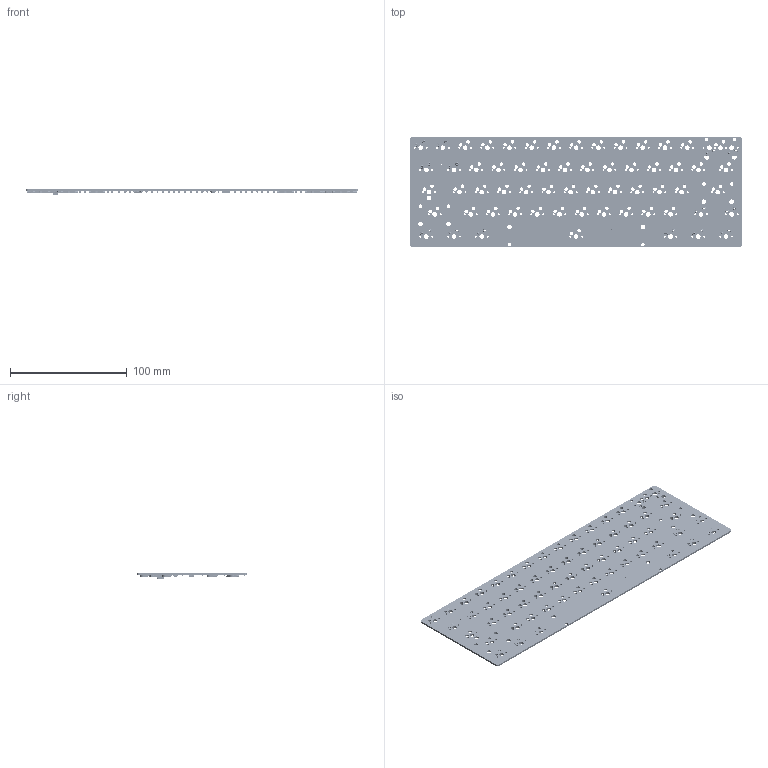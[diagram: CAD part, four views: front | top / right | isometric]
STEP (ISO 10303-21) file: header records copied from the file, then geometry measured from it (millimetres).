
FILE_DESCRIPTION(('KiCad electronic assembly'),'2;1');
FILE_NAME('Moment_HS_v3_align.step','2022-08-31T20:12:49',('Pcbnew'),( 'Kicad'),'Open CASCADE STEP processor 7.6','KiCad to STEP converter' ,'Unknown');
FILE_SCHEMA(('AUTOMOTIVE_DESIGN { 1 0 10303 214 1 1 1 1 }'));
Length unit declared in the file: millimetre
Products named in the file (22): Moment_HS_v3_align 1; Kailh_Hotswap_MX; COMPOUND; SW_SPDT_PCM12; SOLID; C_0603_1608Metric; D_SOD-123F; R_0603_1608Metric; SOT-23-5; LQFP-48_7x7mm_P0.5mm; Fuse_1206_3216Metric; SW_SPST_TL3342; SM04B-SRSS-TB; moment_hs PCB
Assembly tree (105 placements, depth 3):
  Moment_HS_v3_align 1
    Kailh_Hotswap_MX  x14
      COMPOUND
    SW_SPDT_PCM12
      SOLID
    C_0603_1608Metric  x9
      SOLID
    D_SOD-123F  x63
      SOLID
    R_0603_1608Metric  x2
      SOLID
    SOT-23-5
      SOLID
    LQFP-48_7x7mm_P0.5mm
      SOLID
    Fuse_1206_3216Metric
      SOLID
    SW_SPST_TL3342
      SOLID
    SM04B-SRSS-TB
      SOLID
    moment_hs PCB
Bounding box: 284.8 x 94.2 x 4.5 mm (x, y, z)
Volume: 41280.2 mm3; surface area: 61768.7 mm2
Topology: 165 solids, 166 shells, 18320 faces, 42284 edges, 24645 vertices
Faces by surface type: bspline 17957, cylinder 353, plane 10
Full cylindrical faces by diameter (mm): 0.3 x12, 0.9 x2, 1.75 x122, 3 x125, 3.048 x8, 3.988 x70
Entity records: 198025 total; most frequent: CARTESIAN_POINT 87899, B_SPLINE_CURVE_WITH_KNOTS 16087, ORIENTED_EDGE 14324, PCURVE 14324, DEFINITIONAL_REPRESENTATION 14324, EDGE_CURVE 7162, SURFACE_CURVE 6785, VERTEX_POINT 4422
